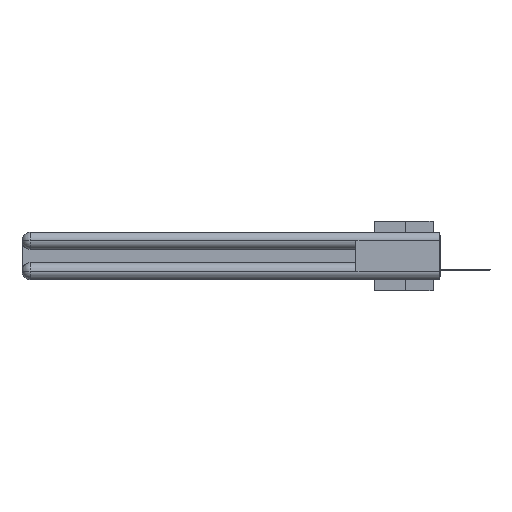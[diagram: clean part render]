
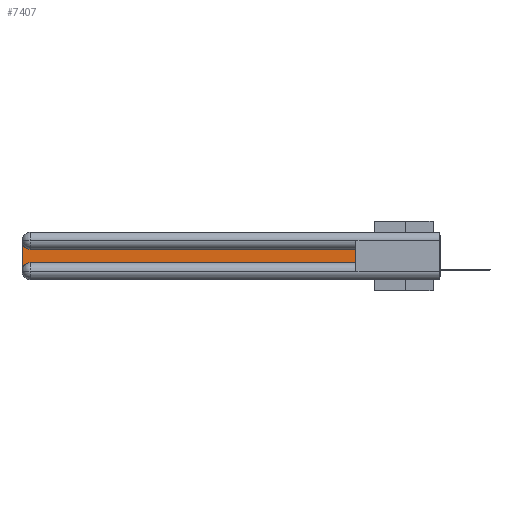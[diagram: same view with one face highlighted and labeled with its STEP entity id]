
A CAD part, left-side view. The second image highlights one B-rep face of the part: STEP entity #7407.
In plain terms, the highlighted planar face has unit normal (-1, 0, 0).
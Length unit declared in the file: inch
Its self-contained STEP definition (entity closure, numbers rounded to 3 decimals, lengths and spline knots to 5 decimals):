
#1269 = EDGE_CURVE ( 'NONE', #21509, #20988, #12291, .T. ) ;
#1500 = CARTESIAN_POINT ( 'NONE',  ( 0.075, 2.94, -0.2775 ) ) ;
#1674 = DIRECTION ( 'NONE',  ( 1., 0., 0. ) ) ;
#2041 = ORIENTED_EDGE ( 'NONE', *, *, #5184, .T. ) ;
#2044 = CIRCLE ( 'NONE', #29686, 0.06 ) ;
#2140 = CARTESIAN_POINT ( 'NONE',  ( 0.075, 0.6, -0.2175 ) ) ;
#2506 = DIRECTION ( 'NONE',  ( 0., 0., 1. ) ) ;
#3142 = CARTESIAN_POINT ( 'NONE',  ( 0.075, 3., -0.2175 ) ) ;
#3738 = VECTOR ( 'NONE', #5692, 39.37008 ) ;
#3762 = EDGE_CURVE ( 'NONE', #21781, #9248, #27990, .T. ) ;
#5184 = EDGE_CURVE ( 'NONE', #9248, #21509, #24768, .T. ) ;
#5622 = VECTOR ( 'NONE', #2506, 39.37008 ) ;
#5692 = DIRECTION ( 'NONE',  ( 0., 1., 0. ) ) ;
#6640 = CARTESIAN_POINT ( 'NONE',  ( 0.075, 3., -0.0625 ) ) ;
#6676 = AXIS2_PLACEMENT_3D ( 'NONE', #20426, #9361, #17650 ) ;
#7040 = DIRECTION ( 'NONE',  ( 0., 0., -1. ) ) ;
#7174 = EDGE_CURVE ( 'NONE', #24604, #10413, #33831, .T. ) ;
#7407 = ADVANCED_FACE ( 'NONE', ( #34200 ), #28686, .F. ) ;
#7674 = VECTOR ( 'NONE', #14691, 39.37008 ) ;
#8304 = DIRECTION ( 'NONE',  ( 0., 0., -1. ) ) ;
#9248 = VERTEX_POINT ( 'NONE', #32299 ) ;
#9361 = DIRECTION ( 'NONE',  ( 1., 0., 0. ) ) ;
#10413 = VERTEX_POINT ( 'NONE', #19884 ) ;
#10518 = EDGE_CURVE ( 'NONE', #20988, #24604, #22586, .T. ) ;
#10612 = CARTESIAN_POINT ( 'NONE',  ( 0.075, 0.6, -0.2175 ) ) ;
#11114 = CARTESIAN_POINT ( 'NONE',  ( 0.075, 2.94, -0.2175 ) ) ;
#11755 = VECTOR ( 'NONE', #8304, 39.37008 ) ;
#12291 = LINE ( 'NONE', #28860, #7674 ) ;
#13213 = ORIENTED_EDGE ( 'NONE', *, *, #3762, .T. ) ;
#14691 = DIRECTION ( 'NONE',  ( 0., -1., 0. ) ) ;
#17650 = DIRECTION ( 'NONE',  ( 0., 0., -1. ) ) ;
#18499 = EDGE_CURVE ( 'NONE', #10413, #21781, #2044, .T. ) ;
#19884 = CARTESIAN_POINT ( 'NONE',  ( 0.075, 2.94, -0.1225 ) ) ;
#20092 = AXIS2_PLACEMENT_3D ( 'NONE', #1500, #1674, #7040 ) ;
#20426 = CARTESIAN_POINT ( 'NONE',  ( 0.075, 3., -0.1225 ) ) ;
#20988 = VERTEX_POINT ( 'NONE', #10612 ) ;
#21509 = VERTEX_POINT ( 'NONE', #11114 ) ;
#21656 = CARTESIAN_POINT ( 'NONE',  ( 0.075, 0.6, -0.1225 ) ) ;
#21744 = DIRECTION ( 'NONE',  ( 1., 0., 0. ) ) ;
#21781 = VERTEX_POINT ( 'NONE', #6640 ) ;
#22586 = LINE ( 'NONE', #2140, #5622 ) ;
#24604 = VERTEX_POINT ( 'NONE', #21656 ) ;
#24768 = CIRCLE ( 'NONE', #20092, 0.06 ) ;
#25471 = ORIENTED_EDGE ( 'NONE', *, *, #10518, .T. ) ;
#26412 = ORIENTED_EDGE ( 'NONE', *, *, #7174, .T. ) ;
#27603 = CARTESIAN_POINT ( 'NONE',  ( 0.075, 2.94, -0.0625 ) ) ;
#27990 = LINE ( 'NONE', #3142, #11755 ) ;
#28686 = PLANE ( 'NONE',  #6676 ) ;
#28860 = CARTESIAN_POINT ( 'NONE',  ( 0.075, 0.6, -0.2175 ) ) ;
#29514 = ORIENTED_EDGE ( 'NONE', *, *, #18499, .T. ) ;
#29686 = AXIS2_PLACEMENT_3D ( 'NONE', #27603, #21744, #32934 ) ;
#30514 = CARTESIAN_POINT ( 'NONE',  ( 0.075, 0.6, -0.1225 ) ) ;
#30636 = EDGE_LOOP ( 'NONE', ( #26412, #29514, #13213, #2041, #31069, #25471 ) ) ;
#31069 = ORIENTED_EDGE ( 'NONE', *, *, #1269, .T. ) ;
#32299 = CARTESIAN_POINT ( 'NONE',  ( 0.075, 3., -0.2775 ) ) ;
#32934 = DIRECTION ( 'NONE',  ( 0., 0., -1. ) ) ;
#33831 = LINE ( 'NONE', #30514, #3738 ) ;
#34200 = FACE_OUTER_BOUND ( 'NONE', #30636, .T. ) ;
